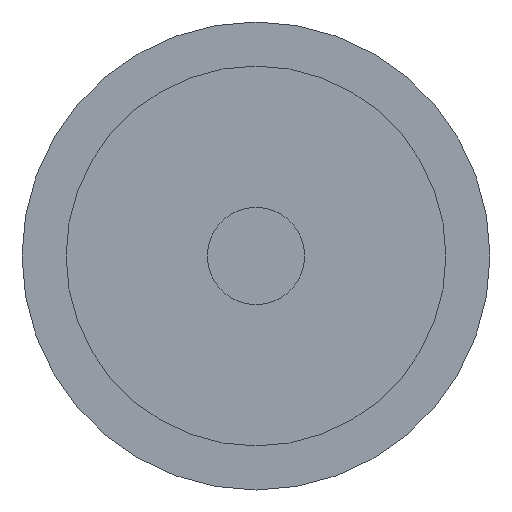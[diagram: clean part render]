
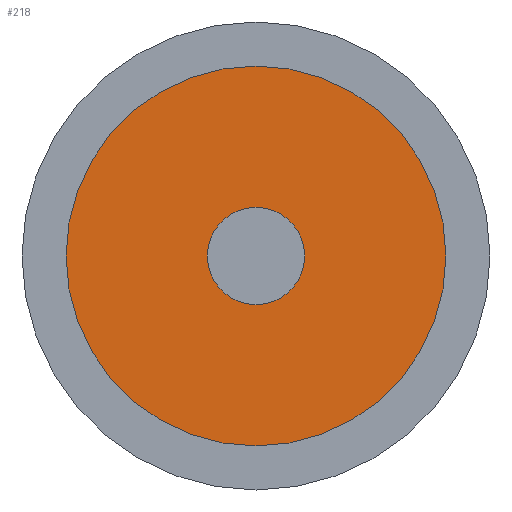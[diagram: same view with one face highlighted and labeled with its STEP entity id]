
A CAD part, front view. The second image highlights one B-rep face of the part: STEP entity #218.
In plain terms, the highlighted planar face has unit normal (0, -1, 0).
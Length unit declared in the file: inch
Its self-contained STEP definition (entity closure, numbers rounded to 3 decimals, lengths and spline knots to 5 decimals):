
#34 = AXIS2_PLACEMENT_3D ( 'NONE', #108, #107, #104 ) ;
#37 = CIRCLE ( 'NONE', #34, 0.0625 ) ;
#60 = CARTESIAN_POINT ( 'NONE',  ( -0.75236, -0.53873, 0.03676 ) ) ;
#73 = CARTESIAN_POINT ( 'NONE',  ( -0.75236, -0.53873, -0.04174 ) ) ;
#79 = CARTESIAN_POINT ( 'NONE',  ( -0.75236, -0.53873, 0.08326 ) ) ;
#104 = DIRECTION ( 'NONE',  ( 0., 0., 1. ) ) ;
#107 = DIRECTION ( 'NONE',  ( 0., -1., 0. ) ) ;
#108 = CARTESIAN_POINT ( 'NONE',  ( -0.75236, -0.53873, 0.02076 ) ) ;
#170 = AXIS2_PLACEMENT_3D ( 'NONE', #480, #479, #478 ) ;
#180 = AXIS2_PLACEMENT_3D ( 'NONE', #534, #529, #528 ) ;
#184 = CIRCLE ( 'NONE', #170, 0.016 ) ;
#189 = AXIS2_PLACEMENT_3D ( 'NONE', #549, #548, #547 ) ;
#191 = CIRCLE ( 'NONE', #189, 0.0625 ) ;
#211 = EDGE_CURVE ( 'NONE', #796, #797, #191, .T. ) ;
#218 = ADVANCED_FACE ( 'NONE', ( #535, #542 ), #530, .F. ) ;
#227 = EDGE_CURVE ( 'NONE', #804, #799, #184, .T. ) ;
#242 = EDGE_CURVE ( 'NONE', #799, #804, #347, .T. ) ;
#324 = CARTESIAN_POINT ( 'NONE',  ( -0.75236, -0.53873, 0.00476 ) ) ;
#327 = EDGE_CURVE ( 'NONE', #797, #796, #37, .T. ) ;
#344 = AXIS2_PLACEMENT_3D ( 'NONE', #419, #417, #416 ) ;
#347 = CIRCLE ( 'NONE', #344, 0.016 ) ;
#387 = EDGE_LOOP ( 'NONE', ( #760, #761 ) ) ;
#390 = EDGE_LOOP ( 'NONE', ( #755, #758 ) ) ;
#416 = DIRECTION ( 'NONE',  ( 0., 0., -1. ) ) ;
#417 = DIRECTION ( 'NONE',  ( 0., -1., 0. ) ) ;
#419 = CARTESIAN_POINT ( 'NONE',  ( -0.75236, -0.53873, 0.02076 ) ) ;
#478 = DIRECTION ( 'NONE',  ( 0., 0., -1. ) ) ;
#479 = DIRECTION ( 'NONE',  ( 0., -1., 0. ) ) ;
#480 = CARTESIAN_POINT ( 'NONE',  ( -0.75236, -0.53873, 0.02076 ) ) ;
#528 = DIRECTION ( 'NONE',  ( 0., 0., 1. ) ) ;
#529 = DIRECTION ( 'NONE',  ( 0., 1., 0. ) ) ;
#530 = PLANE ( 'NONE',  #180 ) ;
#534 = CARTESIAN_POINT ( 'NONE',  ( -0.75236, -0.53873, 0.02076 ) ) ;
#535 = FACE_BOUND ( 'NONE', #390, .T. ) ;
#542 = FACE_OUTER_BOUND ( 'NONE', #387, .T. ) ;
#547 = DIRECTION ( 'NONE',  ( 0., 0., 1. ) ) ;
#548 = DIRECTION ( 'NONE',  ( 0., -1., 0. ) ) ;
#549 = CARTESIAN_POINT ( 'NONE',  ( -0.75236, -0.53873, 0.02076 ) ) ;
#755 = ORIENTED_EDGE ( 'NONE', *, *, #227, .F. ) ;
#758 = ORIENTED_EDGE ( 'NONE', *, *, #242, .F. ) ;
#760 = ORIENTED_EDGE ( 'NONE', *, *, #211, .T. ) ;
#761 = ORIENTED_EDGE ( 'NONE', *, *, #327, .T. ) ;
#796 = VERTEX_POINT ( 'NONE', #79 ) ;
#797 = VERTEX_POINT ( 'NONE', #73 ) ;
#799 = VERTEX_POINT ( 'NONE', #60 ) ;
#804 = VERTEX_POINT ( 'NONE', #324 ) ;
